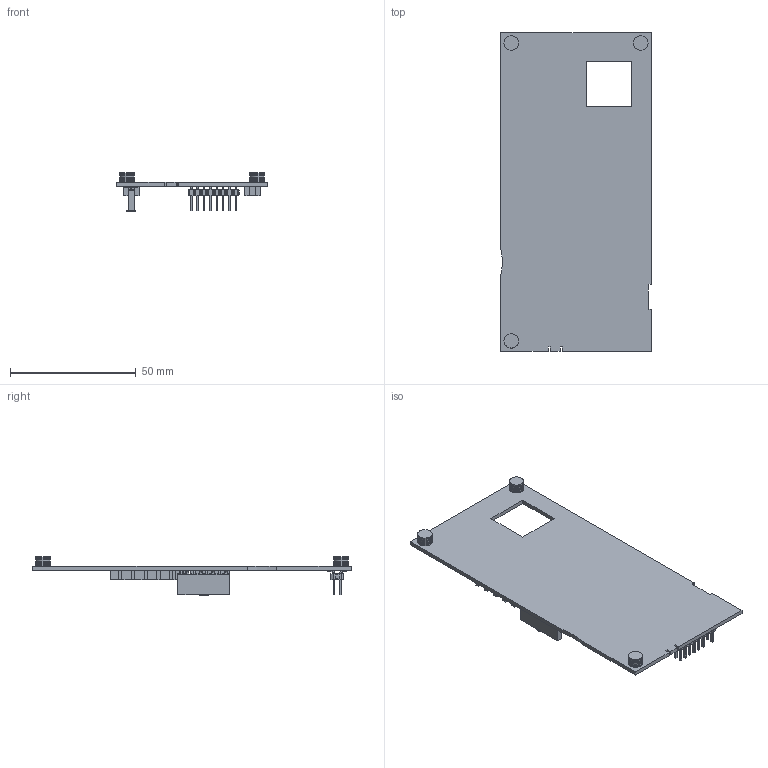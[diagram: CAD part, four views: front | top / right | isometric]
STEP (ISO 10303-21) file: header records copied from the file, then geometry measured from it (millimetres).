
FILE_DESCRIPTION(('Open CASCADE Model'),'2;1');
FILE_NAME('Open CASCADE Shape Model','2023-03-14T21:57:01',('Author'),( 'Open CASCADE'),'Open CASCADE STEP processor 7.5','Open CASCADE 7.5' ,'Unknown');
FILE_SCHEMA(('AUTOMOTIVE_DESIGN { 1 0 10303 214 1 1 1 1 }'));
Length unit declared in the file: millimetre
Products named in the file (28): PCB; Board; Open CASCADE STEP translator 7.5 1.1.1; Designator3; TSM-108-01-L-DV-014-TR; T-1S6-16(-01-8-DV014); TSM-108-01-DV-014_body; Designator2; SSW-108-22-G-S-VS-K-TR; P2SSW-108-22-G-S-VS; T1SSW-108-22-G-S-VS-K-TR; HW3; 6693012608; Extruded; CN6; 6694335440; CN8; 6694335280; CN5; 6694335600; H3; 6693014688; H2; H1
Assembly tree (29 placements, depth 4):
  PCB
    Board
      Open CASCADE STEP translator 7.5 1.1.1
    Designator3
      TSM-108-01-L-DV-014-TR
        T-1S6-16(-01-8-DV014)
        TSM-108-01-DV-014_body
    Designator2
      SSW-108-22-G-S-VS-K-TR
        P2SSW-108-22-G-S-VS
        T1SSW-108-22-G-S-VS-K-TR
    HW3
      6693012608
        Extruded
    CN6
      6694335440
        Extruded
    CN8
      6694335280
        Extruded
    CN5
      6694335600
        Extruded
    H3
      6693014688
        Extruded
    H2
      6693014688
        Extruded
    H1
      6693014688
        Extruded
Bounding box: 60.03 x 127.03 x 15.32 mm (x, y, z)
Volume: 13371.3 mm3; surface area: 18843 mm2
Topology: 12 solids, 12 shells, 1019 faces, 2927 edges, 1934 vertices
Faces by surface type: plane 964, cylinder 55
Full cylindrical faces by diameter (mm): 2.998 x3, 3.505 x1
Entity records: 31095 total; most frequent: CARTESIAN_POINT 5403, ORIENTED_EDGE 5350, DIRECTION 4710, EDGE_CURVE 2675, LINE 2560, VECTOR 2560, VERTEX_POINT 1766, AXIS2_PLACEMENT_3D 1075
